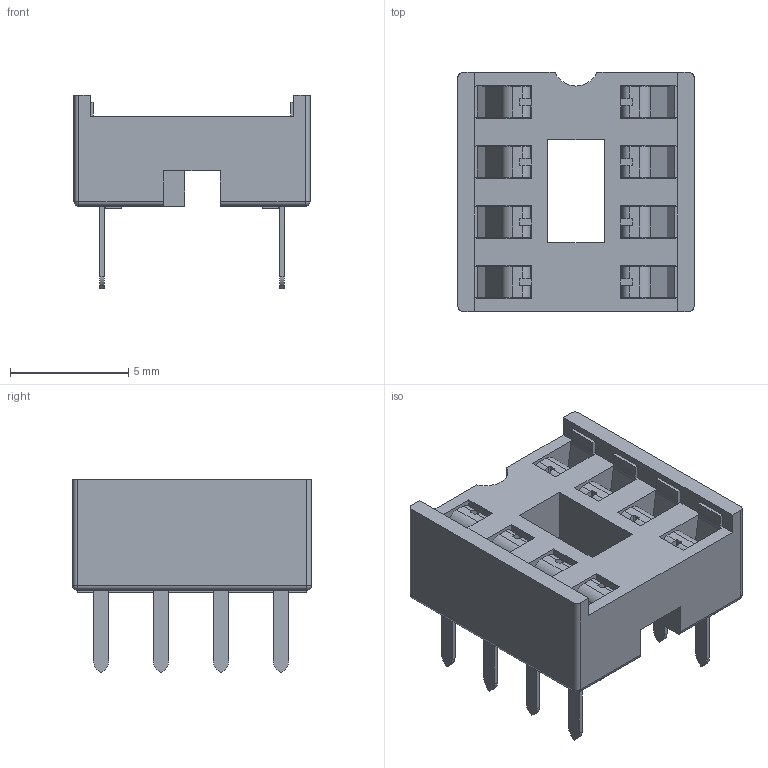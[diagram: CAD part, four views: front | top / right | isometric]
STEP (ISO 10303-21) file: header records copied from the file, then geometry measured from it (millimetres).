
FILE_DESCRIPTION(/* description */ (''),/* implementation_level */ '2;1');
FILE_NAME(/* name */ 'Socket_DIP8.stp',/* time_stamp */ '2018-07-28T21:47:03+02:00',/* author */ ('gabri'),/* organization */ (''),/* preprocessor_version */ 'ST-DEVELOPER v17',/* originating_system */ 'Autodesk Inventor 2019',/* authorisation */ '');
FILE_SCHEMA (('AUTOMOTIVE_DESIGN { 1 0 10303 214 3 1 1 }'));
Length unit declared in the file: millimetre
Products named in the file (1): Socket_DIP8
Bounding box: 10 x 10.12 x 8.2 mm (x, y, z)
Volume: 316.8 mm3; surface area: 907.8 mm2
Topology: 17 solids, 17 shells, 329 faces, 846 edges, 560 vertices
Faces by surface type: plane 250, cylinder 75, sphere 4
Entity records: 9955 total; most frequent: CARTESIAN_POINT 1736, ORIENTED_EDGE 1692, DIRECTION 1656, EDGE_CURVE 846, LINE 696, VECTOR 696, VERTEX_POINT 560, AXIS2_PLACEMENT_3D 480
